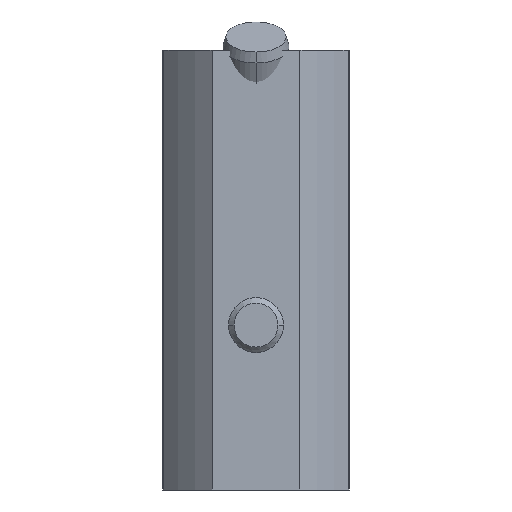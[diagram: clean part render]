
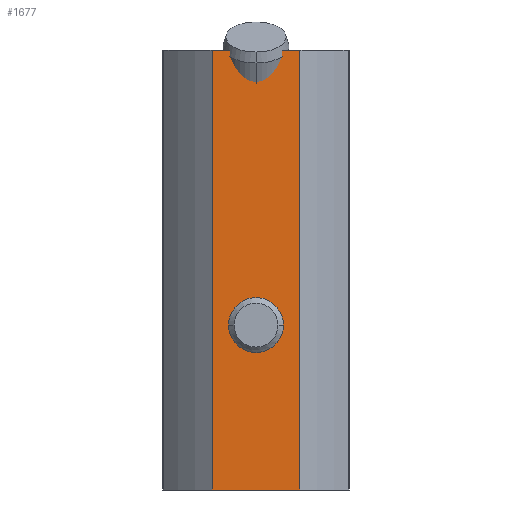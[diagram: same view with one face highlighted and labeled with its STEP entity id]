
A CAD part, front view. The second image highlights one B-rep face of the part: STEP entity #1677.
In plain terms, the highlighted planar face has unit normal (0, -1, 0).
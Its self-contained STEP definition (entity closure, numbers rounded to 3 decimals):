
#12 = AXIS2_PLACEMENT_3D ( 'NONE', #3198, #2290, #1745 ) ;
#100 = DIRECTION ( 'NONE',  ( -1., 0., 0. ) ) ;
#170 = CARTESIAN_POINT ( 'NONE',  ( 0., -9.6, -2.372 ) ) ;
#231 = ORIENTED_EDGE ( 'NONE', *, *, #3614, .F. ) ;
#342 = EDGE_CURVE ( 'NONE', #3183, #2943, #1388, .T. ) ;
#389 = CARTESIAN_POINT ( 'NONE',  ( 0., -9.6, -25. ) ) ;
#420 = VECTOR ( 'NONE', #1599, 1000. ) ;
#433 = ORIENTED_EDGE ( 'NONE', *, *, #3448, .F. ) ;
#469 = CARTESIAN_POINT ( 'NONE',  ( -4., -9.6, 0. ) ) ;
#596 = LINE ( 'NONE', #2045, #3274 ) ;
#607 = VECTOR ( 'NONE', #3288, 1000. ) ;
#662 = CARTESIAN_POINT ( 'NONE',  ( 0., -9.6, -25. ) ) ;
#722 = VERTEX_POINT ( 'NONE', #3132 ) ;
#739 = CARTESIAN_POINT ( 'NONE',  ( 10.809, -9.6, 0. ) ) ;
#818 = VERTEX_POINT ( 'NONE', #912 ) ;
#859 = VERTEX_POINT ( 'NONE', #3020 ) ;
#882 = VERTEX_POINT ( 'NONE', #2490 ) ;
#904 = ORIENTED_EDGE ( 'NONE', *, *, #3076, .F. ) ;
#912 = CARTESIAN_POINT ( 'NONE',  ( -2.39, -9.6, 0. ) ) ;
#942 = LINE ( 'NONE', #2721, #420 ) ;
#954 = VERTEX_POINT ( 'NONE', #3074 ) ;
#962 = DIRECTION ( 'NONE',  ( 0., -1., 0. ) ) ;
#971 = CIRCLE ( 'NONE', #1932, 2.5 ) ;
#979 = DIRECTION ( 'NONE',  ( 0., -1., 0. ) ) ;
#1008 = EDGE_CURVE ( 'NONE', #818, #954, #1357, .T. ) ;
#1295 = LINE ( 'NONE', #739, #3465 ) ;
#1299 = LINE ( 'NONE', #3600, #607 ) ;
#1319 = DIRECTION ( 'NONE',  ( 1., 0., 0. ) ) ;
#1357 =( BOUNDED_CURVE ( )  B_SPLINE_CURVE ( 3, ( #2762, #2556, #3118, #170 ),
 .UNSPECIFIED., .F., .F. ) 
 B_SPLINE_CURVE_WITH_KNOTS ( ( 4, 4 ),
 ( 5.362, 6.283 ),
 .UNSPECIFIED. ) 
 CURVE ( )  GEOMETRIC_REPRESENTATION_ITEM ( )  RATIONAL_B_SPLINE_CURVE ( ( 1., 0.93, 0.93, 1. ) ) 
 REPRESENTATION_ITEM ( '' )  );
#1361 = CARTESIAN_POINT ( 'NONE',  ( 1.812, -9.6, -1.522 ) ) ;
#1388 = CIRCLE ( 'NONE', #1828, 2.5 ) ;
#1412 = EDGE_CURVE ( 'NONE', #2947, #859, #942, .T. ) ;
#1442 =( BOUNDED_CURVE ( )  B_SPLINE_CURVE ( 3, ( #2424, #2244, #1361, #2552 ),
 .UNSPECIFIED., .F., .F. ) 
 B_SPLINE_CURVE_WITH_KNOTS ( ( 4, 4 ),
 ( 0., 0.922 ),
 .UNSPECIFIED. ) 
 CURVE ( )  GEOMETRIC_REPRESENTATION_ITEM ( )  RATIONAL_B_SPLINE_CURVE ( ( 1., 0.93, 0.93, 1. ) ) 
 REPRESENTATION_ITEM ( '' )  );
#1456 = FACE_OUTER_BOUND ( 'NONE', #2345, .T. ) ;
#1486 = EDGE_CURVE ( 'NONE', #882, #722, #1729, .T. ) ;
#1599 = DIRECTION ( 'NONE',  ( -1., 0., 0. ) ) ;
#1677 = ADVANCED_FACE ( 'NONE', ( #3383, #1456 ), #2914, .F. ) ;
#1729 = LINE ( 'NONE', #2500, #1903 ) ;
#1745 = DIRECTION ( 'NONE',  ( -1., 0., 0. ) ) ;
#1800 = DIRECTION ( 'NONE',  ( 0., 0., 1. ) ) ;
#1828 = AXIS2_PLACEMENT_3D ( 'NONE', #662, #962, #100 ) ;
#1903 = VECTOR ( 'NONE', #3697, 1000. ) ;
#1932 = AXIS2_PLACEMENT_3D ( 'NONE', #389, #979, #3361 ) ;
#2045 = CARTESIAN_POINT ( 'NONE',  ( -4., -9.6, 0. ) ) ;
#2244 = CARTESIAN_POINT ( 'NONE',  ( 0.956, -9.6, -2.372 ) ) ;
#2290 = DIRECTION ( 'NONE',  ( 0., 1., 0. ) ) ;
#2337 = ORIENTED_EDGE ( 'NONE', *, *, #1008, .F. ) ;
#2345 = EDGE_LOOP ( 'NONE', ( #2966, #433, #2744, #3270, #2587, #231, #2337 ) ) ;
#2424 = CARTESIAN_POINT ( 'NONE',  ( 0., -9.6, -2.372 ) ) ;
#2429 = CARTESIAN_POINT ( 'NONE',  ( -2.5, -9.6, -25. ) ) ;
#2490 = CARTESIAN_POINT ( 'NONE',  ( 2.39, -9.6, 0. ) ) ;
#2500 = CARTESIAN_POINT ( 'NONE',  ( 10.809, -9.6, 0. ) ) ;
#2511 = EDGE_CURVE ( 'NONE', #722, #2947, #1299, .T. ) ;
#2552 = CARTESIAN_POINT ( 'NONE',  ( 2.39, -9.6, 0. ) ) ;
#2556 = CARTESIAN_POINT ( 'NONE',  ( -1.812, -9.6, -1.522 ) ) ;
#2587 = ORIENTED_EDGE ( 'NONE', *, *, #1486, .F. ) ;
#2721 = CARTESIAN_POINT ( 'NONE',  ( -4., -9.6, -40. ) ) ;
#2744 = ORIENTED_EDGE ( 'NONE', *, *, #1412, .F. ) ;
#2762 = CARTESIAN_POINT ( 'NONE',  ( -2.39, -9.6, 0. ) ) ;
#2771 = EDGE_CURVE ( 'NONE', #3228, #818, #1295, .T. ) ;
#2914 = PLANE ( 'NONE',  #12 ) ;
#2943 = VERTEX_POINT ( 'NONE', #2429 ) ;
#2947 = VERTEX_POINT ( 'NONE', #3024 ) ;
#2966 = ORIENTED_EDGE ( 'NONE', *, *, #2771, .F. ) ;
#3020 = CARTESIAN_POINT ( 'NONE',  ( -4., -9.6, -40. ) ) ;
#3024 = CARTESIAN_POINT ( 'NONE',  ( 4., -9.6, -40. ) ) ;
#3074 = CARTESIAN_POINT ( 'NONE',  ( 0., -9.6, -2.372 ) ) ;
#3076 = EDGE_CURVE ( 'NONE', #2943, #3183, #971, .T. ) ;
#3118 = CARTESIAN_POINT ( 'NONE',  ( -0.956, -9.6, -2.372 ) ) ;
#3132 = CARTESIAN_POINT ( 'NONE',  ( 4., -9.6, 0. ) ) ;
#3183 = VERTEX_POINT ( 'NONE', #3716 ) ;
#3198 = CARTESIAN_POINT ( 'NONE',  ( -4., -9.6, 0. ) ) ;
#3228 = VERTEX_POINT ( 'NONE', #469 ) ;
#3270 = ORIENTED_EDGE ( 'NONE', *, *, #2511, .F. ) ;
#3274 = VECTOR ( 'NONE', #1800, 1000. ) ;
#3288 = DIRECTION ( 'NONE',  ( 0., 0., -1. ) ) ;
#3361 = DIRECTION ( 'NONE',  ( -1., 0., 0. ) ) ;
#3383 = FACE_BOUND ( 'NONE', #3418, .T. ) ;
#3418 = EDGE_LOOP ( 'NONE', ( #904, #3591 ) ) ;
#3448 = EDGE_CURVE ( 'NONE', #859, #3228, #596, .T. ) ;
#3465 = VECTOR ( 'NONE', #1319, 1000. ) ;
#3591 = ORIENTED_EDGE ( 'NONE', *, *, #342, .F. ) ;
#3600 = CARTESIAN_POINT ( 'NONE',  ( 4., -9.6, 0. ) ) ;
#3614 = EDGE_CURVE ( 'NONE', #954, #882, #1442, .T. ) ;
#3697 = DIRECTION ( 'NONE',  ( 1., 0., 0. ) ) ;
#3716 = CARTESIAN_POINT ( 'NONE',  ( 2.5, -9.6, -25. ) ) ;
